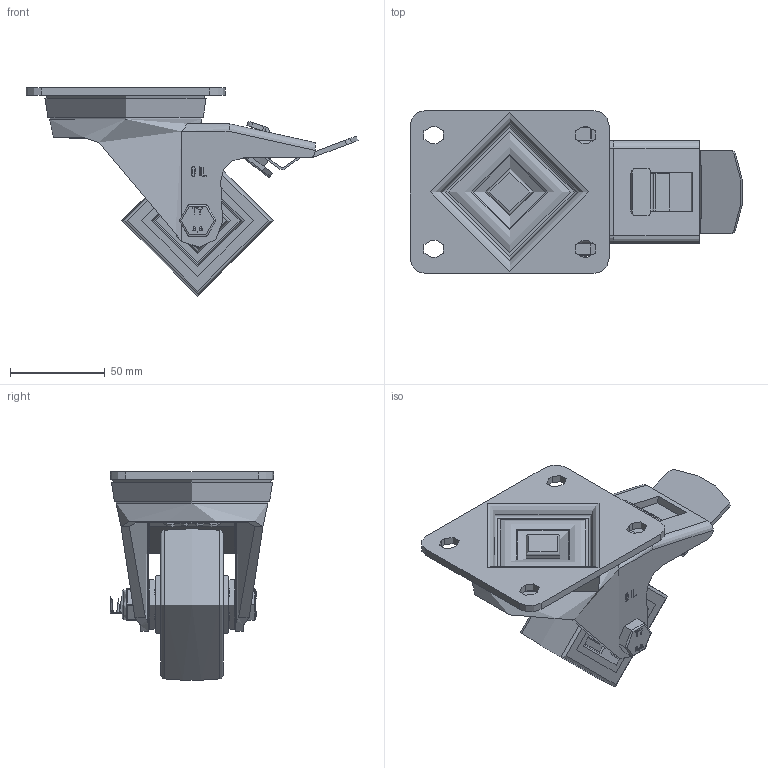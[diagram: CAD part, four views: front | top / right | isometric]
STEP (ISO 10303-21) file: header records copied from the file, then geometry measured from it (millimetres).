
FILE_DESCRIPTION(/* description */ (''),/* implementation_level */ '2;1');
FILE_NAME(/* name */ 'BZH80NPBSWB.step',/* time_stamp */ '2025-05-30T16:23:54+01:00',/* author */ (''),/* organization */ (''),/* preprocessor_version */ 'ST-DEVELOPER v20.1',/* originating_system */ 'Autodesk Translation Framework v14.10.0.0',/* authorisation */ '');
FILE_SCHEMA (('AUTOMOTIVE_DESIGN { 1 0 10303 214 3 1 1 }'));
Length unit declared in the file: millimetre
Products named in the file (26): BZH80NPBSWB; BZH80ASSWB v1; ZINC PLATED, PRESSED STEEL TOP PLATE; ZINC PLATED, PRESSED STEEL FORKS; BEARING SEAL; ZINC PLATED, PRESSED STEEL BRAKE PEDAL; BRAKE PAD; BRAKE PAD Geometry; BRAKE BOLT; BZMM80WNPRB v1; POLYURETHANE TYRE; NYLON RIM; NYLON RIM Geometry; CAP; ROLLER BEARING; CAGE; ribs; Component2; TUBEM12X46X10 v1; ZINC PLATED AXLE TUBE; HEXBOLTM10X70Z8.8 v2; GRADE 8.8 THREADED ZINC PLATED BOLT; NYLOCM10Z v1; NYLOC NUT; RUBBER; NUT
Assembly tree (32 placements, depth 5):
  BZH80NPBSWB
    BZH80ASSWB v1
      ZINC PLATED, PRESSED STEEL TOP PLATE
      ZINC PLATED, PRESSED STEEL FORKS
      BEARING SEAL
      ZINC PLATED, PRESSED STEEL BRAKE PEDAL
      BRAKE PAD
        BRAKE PAD Geometry
        BRAKE BOLT
    BZMM80WNPRB v1
      POLYURETHANE TYRE
      NYLON RIM
        NYLON RIM Geometry
        CAP
      ROLLER BEARING
        CAGE
        ribs
          Component2  x8
    TUBEM12X46X10 v1
      ZINC PLATED AXLE TUBE
    HEXBOLTM10X70Z8.8 v2
      GRADE 8.8 THREADED ZINC PLATED BOLT
    NYLOCM10Z v1
      NYLOC NUT
        RUBBER
        NUT
Bounding box: 175.06 x 86 x 109.91 mm (x, y, z)
Volume: 291251.1 mm3; surface area: 136276.3 mm2
Topology: 22 solids, 22 shells, 682 faces, 1738 edges, 1113 vertices
Faces by surface type: plane 380, cylinder 204, bspline 55, torus 20, sphere 12, cone 11
Full cylindrical faces by diameter (mm): 3.75 x8, 8 x2, 8.141 x18, 9.85 x19, 10 x4, 10.2 x2, 11.95 x1, 12 x2, 12.5 x2, 13 x1, 16 x2, 19.5 x1, 20 x1, 20.8 x1, 22.3 x1, 22.5 x1, 25 x2, 26.25 x2, 31 x1, 32 x1, 59 x3, 72 x1, 80 x1
Entity records: 27683 total; most frequent: CARTESIAN_POINT 10794, ORIENTED_EDGE 3434, DIRECTION 3325, EDGE_CURVE 1717, AXIS2_PLACEMENT_3D 1147, VERTEX_POINT 1099, LINE 1031, VECTOR 1031
